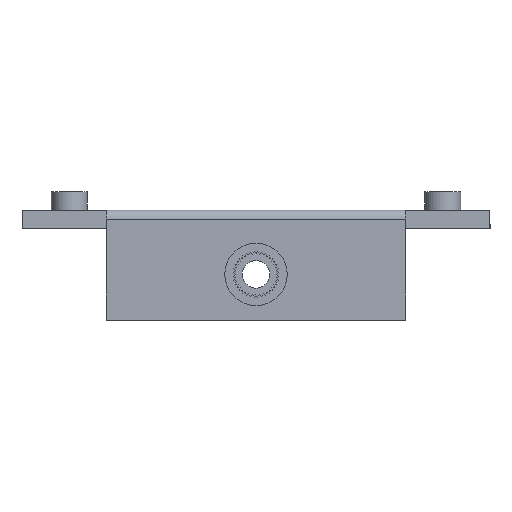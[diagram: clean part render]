
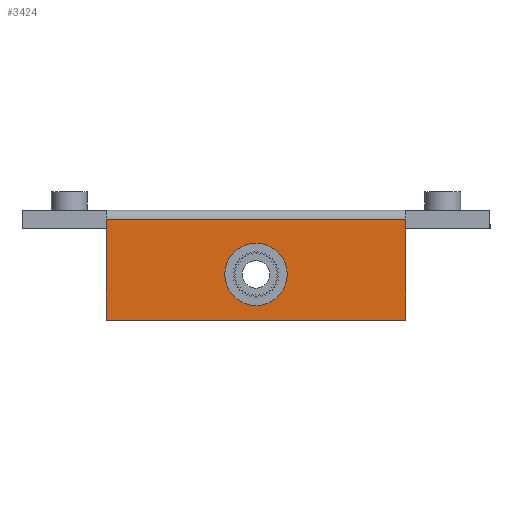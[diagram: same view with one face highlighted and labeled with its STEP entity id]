
A CAD part, front view. The second image highlights one B-rep face of the part: STEP entity #3424.
In plain terms, the highlighted planar face has unit normal (0, -1, 0).
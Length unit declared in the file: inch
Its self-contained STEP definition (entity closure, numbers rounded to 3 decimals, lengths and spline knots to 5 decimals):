
#26 = CARTESIAN_POINT ( 'NONE',  ( 0.64173, 0., -0.03937 ) ) ;
#78 = FACE_BOUND ( 'NONE', #2579, .T. ) ;
#105 = LINE ( 'NONE', #1308, #1758 ) ;
#129 = ORIENTED_EDGE ( 'NONE', *, *, #3029, .F. ) ;
#140 = CARTESIAN_POINT ( 'NONE',  ( -0.64173, 0., -0.47244 ) ) ;
#246 = DIRECTION ( 'NONE',  ( 0., -1., 0. ) ) ;
#317 = ORIENTED_EDGE ( 'NONE', *, *, #3235, .F. ) ;
#335 = CARTESIAN_POINT ( 'NONE',  ( -1.00394, 0., -0.47244 ) ) ;
#448 = CARTESIAN_POINT ( 'NONE',  ( -1.00394, 0., -0.03937 ) ) ;
#493 = VERTEX_POINT ( 'NONE', #3598 ) ;
#590 = VERTEX_POINT ( 'NONE', #1633 ) ;
#659 = EDGE_CURVE ( 'NONE', #2448, #1395, #3111, .T. ) ;
#706 = CARTESIAN_POINT ( 'NONE',  ( 0., 0., -0.27559 ) ) ;
#941 = PLANE ( 'NONE',  #2082 ) ;
#955 = CARTESIAN_POINT ( 'NONE',  ( 0.64173, 0., -0.47244 ) ) ;
#960 = FACE_OUTER_BOUND ( 'NONE', #2470, .T. ) ;
#1037 = DIRECTION ( 'NONE',  ( 0., 0., -1. ) ) ;
#1185 = EDGE_CURVE ( 'NONE', #493, #590, #3263, .T. ) ;
#1308 = CARTESIAN_POINT ( 'NONE',  ( 0.64173, 0., -0.47244 ) ) ;
#1395 = VERTEX_POINT ( 'NONE', #3687 ) ;
#1496 = LINE ( 'NONE', #335, #2005 ) ;
#1514 = EDGE_CURVE ( 'NONE', #2750, #2448, #105, .T. ) ;
#1518 = DIRECTION ( 'NONE',  ( 0., -1., 0. ) ) ;
#1565 = AXIS2_PLACEMENT_3D ( 'NONE', #2293, #246, #2043 ) ;
#1610 = DIRECTION ( 'NONE',  ( -1., 0., 0. ) ) ;
#1633 = CARTESIAN_POINT ( 'NONE',  ( 0., 0., -0.14173 ) ) ;
#1758 = VECTOR ( 'NONE', #2515, 39.37008 ) ;
#1776 = VERTEX_POINT ( 'NONE', #3736 ) ;
#1820 = EDGE_CURVE ( 'NONE', #1776, #1395, #2228, .T. ) ;
#1855 = CARTESIAN_POINT ( 'NONE',  ( 0., 0., 0. ) ) ;
#2005 = VECTOR ( 'NONE', #2995, 39.37008 ) ;
#2043 = DIRECTION ( 'NONE',  ( 0., 0., -1. ) ) ;
#2080 = AXIS2_PLACEMENT_3D ( 'NONE', #706, #2528, #1037 ) ;
#2082 = AXIS2_PLACEMENT_3D ( 'NONE', #1855, #1518, #2129 ) ;
#2129 = DIRECTION ( 'NONE',  ( 0., 0., -1. ) ) ;
#2196 = VECTOR ( 'NONE', #1610, 39.37008 ) ;
#2228 = LINE ( 'NONE', #140, #3011 ) ;
#2293 = CARTESIAN_POINT ( 'NONE',  ( 0., 0., -0.27559 ) ) ;
#2448 = VERTEX_POINT ( 'NONE', #26 ) ;
#2470 = EDGE_LOOP ( 'NONE', ( #3295, #3345, #3522, #129 ) ) ;
#2515 = DIRECTION ( 'NONE',  ( 0., 0., 1. ) ) ;
#2528 = DIRECTION ( 'NONE',  ( 0., -1., 0. ) ) ;
#2549 = ORIENTED_EDGE ( 'NONE', *, *, #1185, .F. ) ;
#2579 = EDGE_LOOP ( 'NONE', ( #317, #2549 ) ) ;
#2750 = VERTEX_POINT ( 'NONE', #955 ) ;
#2995 = DIRECTION ( 'NONE',  ( -1., 0., 0. ) ) ;
#3011 = VECTOR ( 'NONE', #3437, 39.37008 ) ;
#3029 = EDGE_CURVE ( 'NONE', #2750, #1776, #1496, .T. ) ;
#3111 = LINE ( 'NONE', #448, #2196 ) ;
#3235 = EDGE_CURVE ( 'NONE', #590, #493, #3761, .T. ) ;
#3263 = CIRCLE ( 'NONE', #1565, 0.13386 ) ;
#3295 = ORIENTED_EDGE ( 'NONE', *, *, #1514, .T. ) ;
#3345 = ORIENTED_EDGE ( 'NONE', *, *, #659, .T. ) ;
#3424 = ADVANCED_FACE ( 'NONE', ( #78, #960 ), #941, .T. ) ;
#3437 = DIRECTION ( 'NONE',  ( 0., 0., 1. ) ) ;
#3522 = ORIENTED_EDGE ( 'NONE', *, *, #1820, .F. ) ;
#3598 = CARTESIAN_POINT ( 'NONE',  ( 0., 0., -0.40945 ) ) ;
#3687 = CARTESIAN_POINT ( 'NONE',  ( -0.64173, 0., -0.03937 ) ) ;
#3736 = CARTESIAN_POINT ( 'NONE',  ( -0.64173, 0., -0.47244 ) ) ;
#3761 = CIRCLE ( 'NONE', #2080, 0.13386 ) ;
